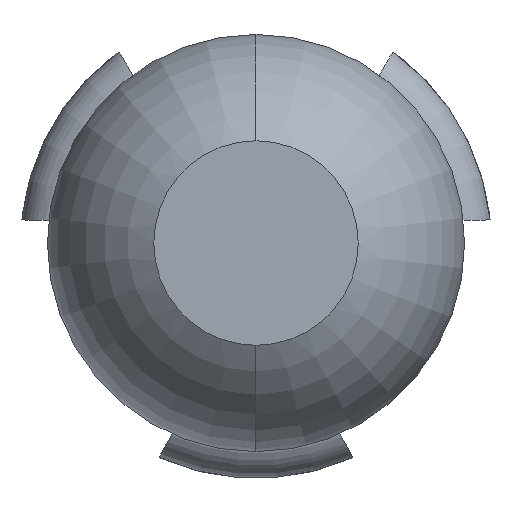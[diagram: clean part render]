
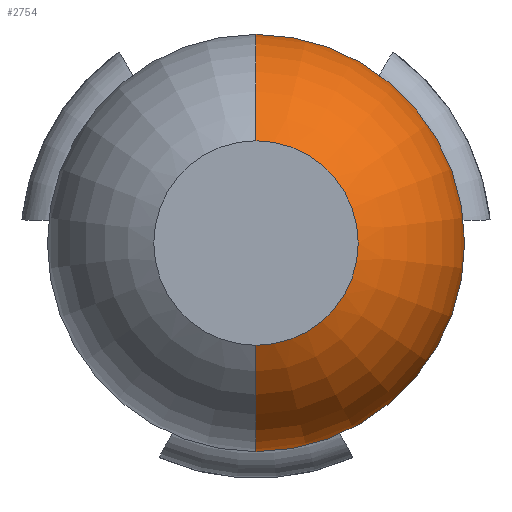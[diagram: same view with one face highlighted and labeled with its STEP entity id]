
A CAD part, front view. The second image highlights one B-rep face of the part: STEP entity #2754.
In plain terms, the highlighted toroidal (fillet/blend) face has major radius 0.01 mm and minor radius 0.5 mm.
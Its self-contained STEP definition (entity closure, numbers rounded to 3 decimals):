
#14 = EDGE_CURVE ( 'NONE', #678, #485, #2501, .T. ) ;
#299 = CARTESIAN_POINT ( 'NONE',  ( 0., -24.961, -0.51 ) ) ;
#485 = VERTEX_POINT ( 'NONE', #1750 ) ;
#492 = ORIENTED_EDGE ( 'NONE', *, *, #1685, .F. ) ;
#549 = DIRECTION ( 'NONE',  ( -1., 0., 0. ) ) ;
#587 = DIRECTION ( 'NONE',  ( 0., 0., -1. ) ) ;
#678 = VERTEX_POINT ( 'NONE', #1339 ) ;
#930 = DIRECTION ( 'NONE',  ( 1., 0., 0. ) ) ;
#931 = AXIS2_PLACEMENT_3D ( 'NONE', #3188, #3856, #3525 ) ;
#1123 = AXIS2_PLACEMENT_3D ( 'NONE', #1245, #1822, #3758 ) ;
#1151 = CIRCLE ( 'NONE', #931, 0.25 ) ;
#1194 = TOROIDAL_SURFACE ( 'NONE', #1400, 0.01, 0.5 ) ;
#1245 = CARTESIAN_POINT ( 'NONE',  ( 0., -24.961, 0. ) ) ;
#1339 = CARTESIAN_POINT ( 'NONE',  ( 0., -24.961, 0.51 ) ) ;
#1400 = AXIS2_PLACEMENT_3D ( 'NONE', #1877, #2518, #587 ) ;
#1554 = DIRECTION ( 'NONE',  ( 0., 0., 1. ) ) ;
#1560 = ORIENTED_EDGE ( 'NONE', *, *, #3185, .T. ) ;
#1581 = DIRECTION ( 'NONE',  ( 0., 0., -1. ) ) ;
#1631 = EDGE_CURVE ( 'Defeature ausgef�hrt1_0+Defeature ausgef�hrt1_6+Defeature ausgef�hrt1_6+Defeature ausgef�hrt1_6', #1753, #678, #3250, .T. ) ;
#1685 = EDGE_CURVE ( 'NONE', #1753, #2303, #3294, .T. ) ;
#1750 = CARTESIAN_POINT ( 'NONE',  ( 0., -25.4, 0.25 ) ) ;
#1753 = VERTEX_POINT ( 'NONE', #299 ) ;
#1822 = DIRECTION ( 'NONE',  ( 0., -1., 0. ) ) ;
#1830 = AXIS2_PLACEMENT_3D ( 'NONE', #3127, #930, #1581 ) ;
#1877 = CARTESIAN_POINT ( 'NONE',  ( 0., -24.961, 0. ) ) ;
#2149 = ORIENTED_EDGE ( 'NONE', *, *, #14, .T. ) ;
#2303 = VERTEX_POINT ( 'NONE', #2733 ) ;
#2501 = CIRCLE ( 'NONE', #1830, 0.5 ) ;
#2518 = DIRECTION ( 'NONE',  ( 0., -1., 0. ) ) ;
#2733 = CARTESIAN_POINT ( 'NONE',  ( 0., -25.4, -0.25 ) ) ;
#2754 = ADVANCED_FACE ( 'Defeature ausgef�hrt1_0', ( #3916 ), #1194, .T. ) ;
#3127 = CARTESIAN_POINT ( 'NONE',  ( 0., -24.961, 0.01 ) ) ;
#3185 = EDGE_CURVE ( 'Defeature ausgef�hrt1_0+Defeature ausgef�hrt1_27+Defeature ausgef�hrt1_27+Defeature ausgef�hrt1_27', #485, #2303, #1151, .T. ) ;
#3188 = CARTESIAN_POINT ( 'NONE',  ( 0., -25.4, 0. ) ) ;
#3250 = CIRCLE ( 'NONE', #1123, 0.51 ) ;
#3294 = CIRCLE ( 'NONE', #3944, 0.5 ) ;
#3525 = DIRECTION ( 'NONE',  ( 0., 0., 1. ) ) ;
#3614 = ORIENTED_EDGE ( 'NONE', *, *, #1631, .T. ) ;
#3758 = DIRECTION ( 'NONE',  ( 0., 0., -1. ) ) ;
#3800 = EDGE_LOOP ( 'NONE', ( #3614, #2149, #1560, #492 ) ) ;
#3856 = DIRECTION ( 'NONE',  ( 0., 1., 0. ) ) ;
#3916 = FACE_OUTER_BOUND ( 'NONE', #3800, .T. ) ;
#3944 = AXIS2_PLACEMENT_3D ( 'NONE', #4025, #549, #1554 ) ;
#4025 = CARTESIAN_POINT ( 'NONE',  ( 0., -24.961, -0.01 ) ) ;
